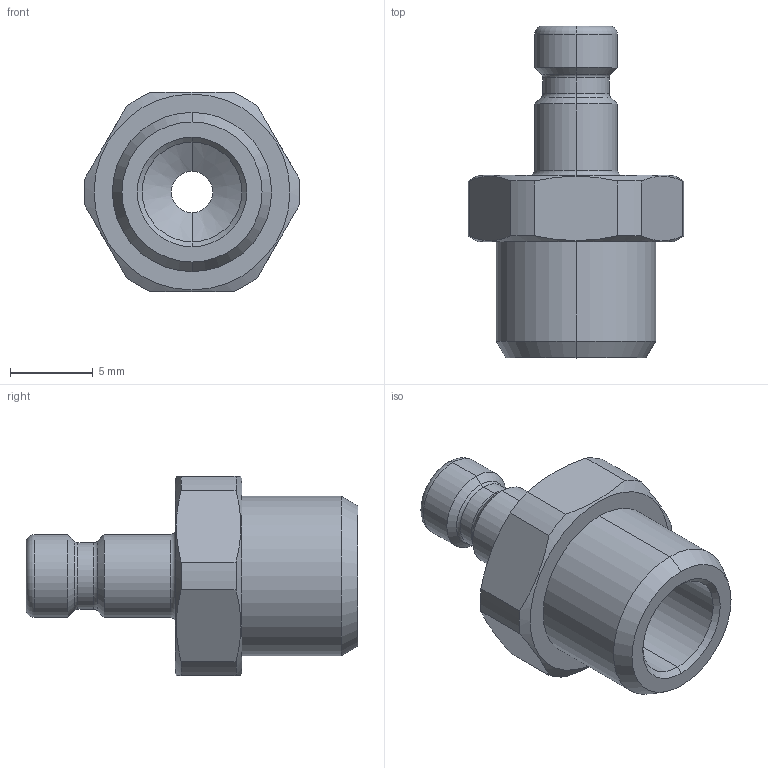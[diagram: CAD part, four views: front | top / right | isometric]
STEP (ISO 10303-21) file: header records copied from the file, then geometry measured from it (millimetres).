
FILE_DESCRIPTION (( 'STEP AP203' ), '1' );
FILE_NAME ('07201001.STEP', '2011-07-19T12:26:26', ( 'SP' ), ( 'sopra-pneumatic' ), 'SwSTEP 2.0', 'SolidWorks 2011', '' );
FILE_SCHEMA (( 'CONFIG_CONTROL_DESIGN' ));
Length unit declared in the file: millimetre
Products named in the file (1): 07201001
Bounding box: 12.99 x 20 x 12 mm (x, y, z)
Volume: 830 mm3; surface area: 965.5 mm2
Topology: 1 solids, 1 shells, 50 faces, 114 edges, 68 vertices
Faces by surface type: cylinder 18, cone 14, plane 10, torus 8
Entity records: 1543 total; most frequent: CARTESIAN_POINT 321, DIRECTION 260, ORIENTED_EDGE 228, EDGE_CURVE 114, AXIS2_PLACEMENT_3D 111, VERTEX_POINT 68, CIRCLE 60, EDGE_LOOP 54
